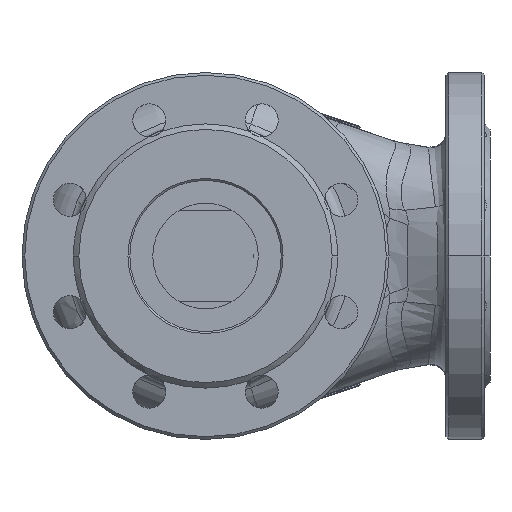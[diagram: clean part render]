
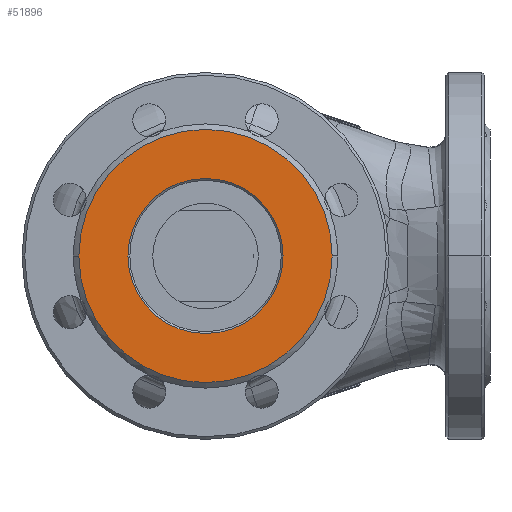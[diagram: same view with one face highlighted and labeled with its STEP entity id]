
A CAD part, front view. The second image highlights one B-rep face of the part: STEP entity #51896.
In plain terms, the highlighted planar face has unit normal (0, -1, 0).
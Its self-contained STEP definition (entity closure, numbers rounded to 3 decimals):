
#1314 = AXIS2_PLACEMENT_3D ( 'NONE', #59335, #17382, #66400 ) ;
#5545 = ORIENTED_EDGE ( 'NONE', *, *, #76042, .T. ) ;
#9534 = AXIS2_PLACEMENT_3D ( 'NONE', #17196, #66236, #24254 ) ;
#9649 = CIRCLE ( 'NONE', #76339, 42.25 ) ;
#10000 = DIRECTION ( 'NONE',  ( 0., 1., 0. ) ) ;
#12845 = EDGE_CURVE ( 'NONE', #23501, #67838, #9649, .T. ) ;
#13457 = AXIS2_PLACEMENT_3D ( 'NONE', #83334, #41409, #90384 ) ;
#14860 = EDGE_CURVE ( 'NONE', #51783, #63105, #75413, .T. ) ;
#17196 = CARTESIAN_POINT ( 'NONE',  ( 0., -99.4, 0. ) ) ;
#17382 = DIRECTION ( 'NONE',  ( 0., 1., 0. ) ) ;
#23501 = VERTEX_POINT ( 'NONE', #66110 ) ;
#24254 = DIRECTION ( 'NONE',  ( -1., 0., 0. ) ) ;
#24753 = PLANE ( 'NONE',  #74253 ) ;
#30875 = FACE_BOUND ( 'NONE', #47060, .T. ) ;
#34987 = EDGE_CURVE ( 'NONE', #63105, #51783, #78097, .T. ) ;
#41409 = DIRECTION ( 'NONE',  ( 0., 1., 0. ) ) ;
#45885 = DIRECTION ( 'NONE',  ( -1., 0., 0. ) ) ;
#47060 = EDGE_LOOP ( 'NONE', ( #5545, #80192 ) ) ;
#49100 = EDGE_LOOP ( 'NONE', ( #63692, #60551 ) ) ;
#51783 = VERTEX_POINT ( 'NONE', #52082 ) ;
#51896 = ADVANCED_FACE ( 'NONE', ( #30875, #65899 ), #24753, .F. ) ;
#51971 = CARTESIAN_POINT ( 'NONE',  ( 0., -99.4, 0. ) ) ;
#52082 = CARTESIAN_POINT ( 'NONE',  ( 69., -99.4, 0. ) ) ;
#52656 = CARTESIAN_POINT ( 'NONE',  ( 0., -99.4, 0. ) ) ;
#58942 = DIRECTION ( 'NONE',  ( 0., 0., -1. ) ) ;
#59335 = CARTESIAN_POINT ( 'NONE',  ( 0., -99.4, 0. ) ) ;
#60551 = ORIENTED_EDGE ( 'NONE', *, *, #14860, .F. ) ;
#63105 = VERTEX_POINT ( 'NONE', #77557 ) ;
#63692 = ORIENTED_EDGE ( 'NONE', *, *, #34987, .F. ) ;
#65899 = FACE_OUTER_BOUND ( 'NONE', #49100, .T. ) ;
#66110 = CARTESIAN_POINT ( 'NONE',  ( 0., -99.4, -42.25 ) ) ;
#66236 = DIRECTION ( 'NONE',  ( 0., 1., 0. ) ) ;
#66400 = DIRECTION ( 'NONE',  ( -1., 0., 0. ) ) ;
#67838 = VERTEX_POINT ( 'NONE', #69088 ) ;
#69088 = CARTESIAN_POINT ( 'NONE',  ( 0., -99.4, 42.25 ) ) ;
#74253 = AXIS2_PLACEMENT_3D ( 'NONE', #52656, #87793, #45885 ) ;
#75413 = CIRCLE ( 'NONE', #9534, 69. ) ;
#76042 = EDGE_CURVE ( 'NONE', #67838, #23501, #82350, .T. ) ;
#76339 = AXIS2_PLACEMENT_3D ( 'NONE', #51971, #10000, #58942 ) ;
#77557 = CARTESIAN_POINT ( 'NONE',  ( -69., -99.4, 0. ) ) ;
#78097 = CIRCLE ( 'NONE', #1314, 69. ) ;
#80192 = ORIENTED_EDGE ( 'NONE', *, *, #12845, .T. ) ;
#82350 = CIRCLE ( 'NONE', #13457, 42.25 ) ;
#83334 = CARTESIAN_POINT ( 'NONE',  ( 0., -99.4, 0. ) ) ;
#87793 = DIRECTION ( 'NONE',  ( 0., 1., 0. ) ) ;
#90384 = DIRECTION ( 'NONE',  ( 0., 0., -1. ) ) ;
